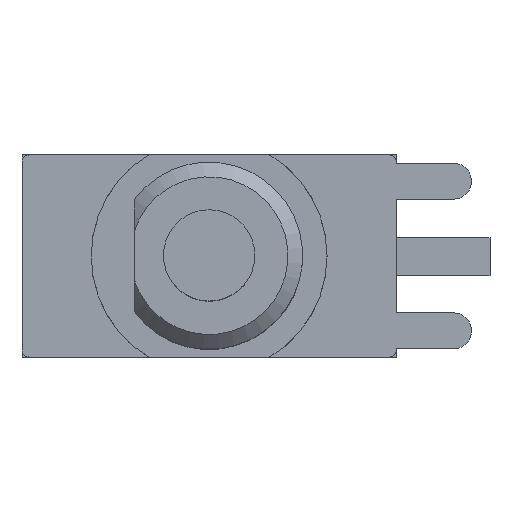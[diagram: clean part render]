
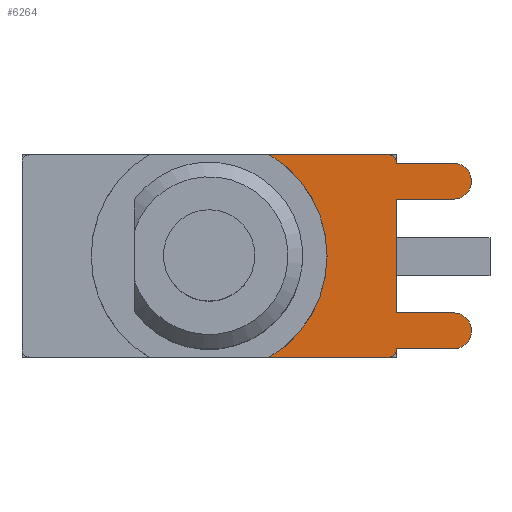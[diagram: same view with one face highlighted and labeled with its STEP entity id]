
A CAD part, top view. The second image highlights one B-rep face of the part: STEP entity #6264.
In plain terms, the highlighted planar face has unit normal (0, 0, 1).
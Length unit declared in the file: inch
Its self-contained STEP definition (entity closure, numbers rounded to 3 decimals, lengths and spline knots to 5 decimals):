
#421=PLANE('',#6726);
#763=FACE_OUTER_BOUND('',#1126,.T.);
#1126=EDGE_LOOP('',(#5752,#5753,#5754,#5755,#5756,#5757,#5758,#5759,#5760,
#5761,#5762,#5763,#5764,#5765));
#1747=LINE('',#10820,#2385);
#1748=LINE('',#10824,#2386);
#1749=LINE('',#10826,#2387);
#1750=LINE('',#10830,#2388);
#1751=LINE('',#10832,#2389);
#1752=LINE('',#10834,#2390);
#1753=LINE('',#10838,#2391);
#1754=LINE('',#10840,#2392);
#1755=LINE('',#10843,#2393);
#2385=VECTOR('',#8193,0.3937);
#2386=VECTOR('',#8196,0.3937);
#2387=VECTOR('',#8197,0.3937);
#2388=VECTOR('',#8200,0.3937);
#2389=VECTOR('',#8201,0.3937);
#2390=VECTOR('',#8202,0.3937);
#2391=VECTOR('',#8205,0.3937);
#2392=VECTOR('',#8206,0.3937);
#2393=VECTOR('',#8209,0.3937);
#2548=CIRCLE('',#6724,0.15748);
#2549=CIRCLE('',#6727,0.00984);
#2550=CIRCLE('',#6728,0.02402);
#2551=CIRCLE('',#6729,0.02402);
#2552=CIRCLE('',#6730,0.00984);
#3090=VERTEX_POINT('',#10760);
#3093=VERTEX_POINT('',#10768);
#3107=VERTEX_POINT('',#10819);
#3108=VERTEX_POINT('',#10821);
#3109=VERTEX_POINT('',#10823);
#3110=VERTEX_POINT('',#10825);
#3111=VERTEX_POINT('',#10827);
#3112=VERTEX_POINT('',#10829);
#3113=VERTEX_POINT('',#10831);
#3114=VERTEX_POINT('',#10833);
#3115=VERTEX_POINT('',#10835);
#3116=VERTEX_POINT('',#10837);
#3117=VERTEX_POINT('',#10839);
#3118=VERTEX_POINT('',#10841);
#3994=EDGE_CURVE('',#3090,#3093,#2548,.T.);
#3995=EDGE_CURVE('',#3107,#3093,#1747,.T.);
#3996=EDGE_CURVE('',#3108,#3107,#2549,.T.);
#3997=EDGE_CURVE('',#3109,#3108,#1748,.T.);
#3998=EDGE_CURVE('',#3110,#3109,#1749,.T.);
#3999=EDGE_CURVE('',#3111,#3110,#2550,.T.);
#4000=EDGE_CURVE('',#3112,#3111,#1750,.T.);
#4001=EDGE_CURVE('',#3113,#3112,#1751,.T.);
#4002=EDGE_CURVE('',#3114,#3113,#1752,.T.);
#4003=EDGE_CURVE('',#3115,#3114,#2551,.T.);
#4004=EDGE_CURVE('',#3116,#3115,#1753,.T.);
#4005=EDGE_CURVE('',#3117,#3116,#1754,.T.);
#4006=EDGE_CURVE('',#3118,#3117,#2552,.T.);
#4007=EDGE_CURVE('',#3090,#3118,#1755,.T.);
#5752=ORIENTED_EDGE('',*,*,#3994,.T.);
#5753=ORIENTED_EDGE('',*,*,#3995,.F.);
#5754=ORIENTED_EDGE('',*,*,#3996,.F.);
#5755=ORIENTED_EDGE('',*,*,#3997,.F.);
#5756=ORIENTED_EDGE('',*,*,#3998,.F.);
#5757=ORIENTED_EDGE('',*,*,#3999,.F.);
#5758=ORIENTED_EDGE('',*,*,#4000,.F.);
#5759=ORIENTED_EDGE('',*,*,#4001,.F.);
#5760=ORIENTED_EDGE('',*,*,#4002,.F.);
#5761=ORIENTED_EDGE('',*,*,#4003,.F.);
#5762=ORIENTED_EDGE('',*,*,#4004,.F.);
#5763=ORIENTED_EDGE('',*,*,#4005,.F.);
#5764=ORIENTED_EDGE('',*,*,#4006,.F.);
#5765=ORIENTED_EDGE('',*,*,#4007,.F.);
#6264=ADVANCED_FACE('',(#763),#421,.T.);
#6724=AXIS2_PLACEMENT_3D('',#10816,#8187,#8188);
#6726=AXIS2_PLACEMENT_3D('',#10818,#8191,#8192);
#6727=AXIS2_PLACEMENT_3D('',#10822,#8194,#8195);
#6728=AXIS2_PLACEMENT_3D('',#10828,#8198,#8199);
#6729=AXIS2_PLACEMENT_3D('',#10836,#8203,#8204);
#6730=AXIS2_PLACEMENT_3D('',#10842,#8207,#8208);
#8187=DIRECTION('center_axis',(0.,0.,
-1.));
#8188=DIRECTION('ref_axis',(-0.506,0.863,0.));
#8191=DIRECTION('center_axis',(0.,0.,
1.));
#8192=DIRECTION('ref_axis',(-1.,0.,0.));
#8193=DIRECTION('',(-1.,0.,0.));
#8194=DIRECTION('center_axis',(0.,0.,
-1.));
#8195=DIRECTION('ref_axis',(0.707,-0.707,0.));
#8196=DIRECTION('',(0.,-1.,0.));
#8197=DIRECTION('',(-1.,0.,0.));
#8198=DIRECTION('center_axis',(0.,0.,
-1.));
#8199=DIRECTION('ref_axis',(0.,-1.,0.));
#8200=DIRECTION('',(1.,0.,0.));
#8201=DIRECTION('',(0.,-1.,0.));
#8202=DIRECTION('',(-1.,0.,0.));
#8203=DIRECTION('center_axis',(0.,0.,
-1.));
#8204=DIRECTION('ref_axis',(0.,-1.,0.));
#8205=DIRECTION('',(1.,0.,0.));
#8206=DIRECTION('',(0.,-1.,0.));
#8207=DIRECTION('center_axis',(0.,0.,
-1.));
#8208=DIRECTION('ref_axis',(0.707,0.707,0.));
#8209=DIRECTION('',(1.,0.,0.));
#10760=CARTESIAN_POINT('',(0.08102,0.13504,0.42283));
#10768=CARTESIAN_POINT('',(0.08102,-0.13504,0.42283));
#10816=CARTESIAN_POINT('Origin',(0.,0.,
0.42283));
#10818=CARTESIAN_POINT('Origin',(0.0607,0.,
0.42283));
#10819=CARTESIAN_POINT('',(0.24016,-0.13504,0.42283));
#10820=CARTESIAN_POINT('',(-0.25,-0.13504,0.42283));
#10821=CARTESIAN_POINT('',(0.25,-0.1252,0.42283));
#10822=CARTESIAN_POINT('Origin',(0.24016,-0.1252,0.42283));
#10823=CARTESIAN_POINT('',(0.25,-0.12402,0.42283));
#10824=CARTESIAN_POINT('',(0.25,-0.13504,0.42283));
#10825=CARTESIAN_POINT('',(0.32638,-0.12402,0.42283));
#10826=CARTESIAN_POINT('',(0.25,-0.12402,0.42283));
#10827=CARTESIAN_POINT('',(0.32638,-0.07598,0.42283));
#10828=CARTESIAN_POINT('Origin',(0.32638,-0.1,
0.42283));
#10829=CARTESIAN_POINT('',(0.25,-0.07598,0.42283));
#10830=CARTESIAN_POINT('',(0.32638,-0.07598,0.42283));
#10831=CARTESIAN_POINT('',(0.25,0.07598,0.42283));
#10832=CARTESIAN_POINT('',(0.25,-0.07598,0.42283));
#10833=CARTESIAN_POINT('',(0.32638,0.07598,0.42283));
#10834=CARTESIAN_POINT('',(0.25,0.07598,0.42283));
#10835=CARTESIAN_POINT('',(0.32638,0.12402,0.42283));
#10836=CARTESIAN_POINT('Origin',(0.32638,0.1,0.42283));
#10837=CARTESIAN_POINT('',(0.25,0.12402,0.42283));
#10838=CARTESIAN_POINT('',(0.32638,0.12402,0.42283));
#10839=CARTESIAN_POINT('',(0.25,0.1252,0.42283));
#10840=CARTESIAN_POINT('',(0.25,0.12402,0.42283));
#10841=CARTESIAN_POINT('',(0.24016,0.13504,0.42283));
#10842=CARTESIAN_POINT('Origin',(0.24016,0.1252,0.42283));
#10843=CARTESIAN_POINT('',(0.25,0.13504,0.42283));
